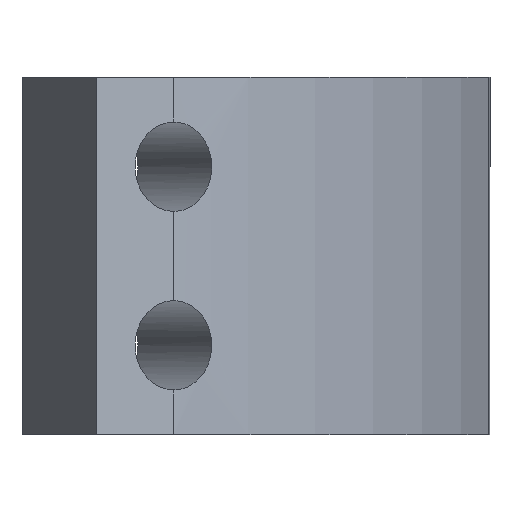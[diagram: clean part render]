
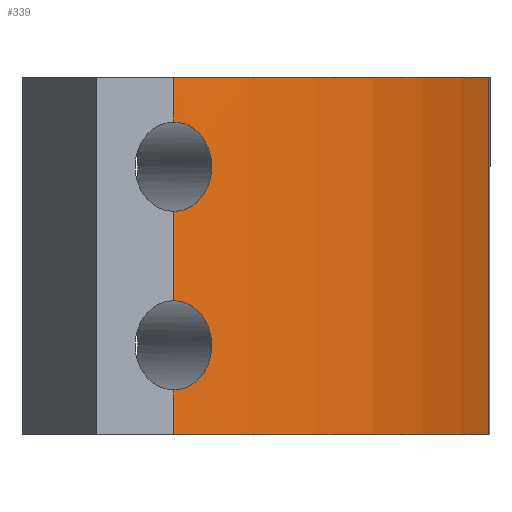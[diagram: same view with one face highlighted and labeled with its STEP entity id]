
A CAD part, left-side view. The second image highlights one B-rep face of the part: STEP entity #339.
In plain terms, the highlighted cylindrical face has radius 22.5 mm (diameter 45 mm), a partial arc.
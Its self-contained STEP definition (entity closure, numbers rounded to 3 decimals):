
#21=B_SPLINE_CURVE_WITH_KNOTS('',3,(#545,#546,#547,#548,#549,#550,#551,
#552,#553,#554,#555,#556,#557,#558,#559,#560,#561,#562,#563),
 .UNSPECIFIED.,.F.,.F.,(4,2,2,2,3,2,2,2,4),(-0.226,-0.17,
-0.113,-0.057,0.,0.057,0.113,
0.17,0.226),.UNSPECIFIED.);
#22=B_SPLINE_CURVE_WITH_KNOTS('',3,(#567,#568,#569,#570,#571,#572,#573,
#574,#575,#576,#577,#578,#579,#580,#581,#582,#583,#584,#585),
 .UNSPECIFIED.,.F.,.F.,(4,2,2,2,3,2,2,2,4),(-0.226,-0.17,
-0.113,-0.057,0.,0.057,0.113,
0.17,0.226),.UNSPECIFIED.);
#34=FACE_OUTER_BOUND('',#51,.T.);
#51=EDGE_LOOP('',(#246,#247,#248,#249,#250,#251,#252,#253));
#72=LINE('',#515,#103);
#81=LINE('',#543,#112);
#82=LINE('',#565,#113);
#83=LINE('',#586,#114);
#103=VECTOR('',#416,10.);
#112=VECTOR('',#439,10.);
#113=VECTOR('',#440,10.);
#114=VECTOR('',#441,10.);
#136=CIRCLE('',#381,22.5);
#139=CIRCLE('',#385,22.5);
#151=VERTEX_POINT('',#512);
#152=VERTEX_POINT('',#514);
#154=VERTEX_POINT('',#520);
#163=VERTEX_POINT('',#540);
#164=VERTEX_POINT('',#542);
#165=VERTEX_POINT('',#544);
#166=VERTEX_POINT('',#564);
#167=VERTEX_POINT('',#566);
#183=EDGE_CURVE('',#151,#152,#72,.T.);
#186=EDGE_CURVE('',#154,#152,#136,.T.);
#196=EDGE_CURVE('',#163,#151,#139,.T.);
#197=EDGE_CURVE('',#164,#163,#81,.T.);
#198=EDGE_CURVE('',#164,#165,#21,.T.);
#199=EDGE_CURVE('',#166,#165,#82,.T.);
#200=EDGE_CURVE('',#166,#167,#22,.T.);
#201=EDGE_CURVE('',#154,#167,#83,.T.);
#246=ORIENTED_EDGE('',*,*,#183,.F.);
#247=ORIENTED_EDGE('',*,*,#196,.F.);
#248=ORIENTED_EDGE('',*,*,#197,.F.);
#249=ORIENTED_EDGE('',*,*,#198,.T.);
#250=ORIENTED_EDGE('',*,*,#199,.F.);
#251=ORIENTED_EDGE('',*,*,#200,.T.);
#252=ORIENTED_EDGE('',*,*,#201,.F.);
#253=ORIENTED_EDGE('',*,*,#186,.T.);
#330=CYLINDRICAL_SURFACE('',#384,22.5);
#339=ADVANCED_FACE('',(#34),#330,.T.);
#381=AXIS2_PLACEMENT_3D('',#521,#422,#423);
#384=AXIS2_PLACEMENT_3D('',#539,#435,#436);
#385=AXIS2_PLACEMENT_3D('',#541,#437,#438);
#416=DIRECTION('',(0.,0.,-1.));
#422=DIRECTION('center_axis',(0.,0.,1.));
#423=DIRECTION('ref_axis',(-0.866,-0.5,0.));
#435=DIRECTION('center_axis',(0.,0.,1.));
#436=DIRECTION('ref_axis',(-0.866,-0.5,0.));
#437=DIRECTION('center_axis',(0.,0.,1.));
#438=DIRECTION('ref_axis',(-0.866,-0.5,0.));
#439=DIRECTION('',(0.,0.,1.));
#440=DIRECTION('',(0.,0.,1.));
#441=DIRECTION('',(0.,0.,1.));
#512=CARTESIAN_POINT('',(-5.488,-21.82,12.));
#514=CARTESIAN_POINT('',(-5.488,-21.82,0.));
#515=CARTESIAN_POINT('',(-5.488,-21.82,0.));
#520=CARTESIAN_POINT('',(-19.486,-11.25,0.));
#521=CARTESIAN_POINT('Origin',(0.,0.,
0.));
#539=CARTESIAN_POINT('Origin',(0.,0.,
0.));
#540=CARTESIAN_POINT('',(-19.486,-11.25,12.));
#541=CARTESIAN_POINT('Origin',(0.,0.,
12.));
#542=CARTESIAN_POINT('',(-19.486,-11.25,10.5));
#543=CARTESIAN_POINT('',(-19.486,-11.25,0.));
#544=CARTESIAN_POINT('',(-19.486,-11.25,7.5));
#545=CARTESIAN_POINT('Ctrl Pts',(-19.486,-11.25,10.5));
#546=CARTESIAN_POINT('Ctrl Pts',(-19.391,-11.413,10.5));
#547=CARTESIAN_POINT('Ctrl Pts',(-19.289,-11.586,10.462));
#548=CARTESIAN_POINT('Ctrl Pts',(-19.096,-11.901,10.309));
#549=CARTESIAN_POINT('Ctrl Pts',(-19.006,-12.044,10.194));
#550=CARTESIAN_POINT('Ctrl Pts',(-18.862,-12.268,9.928));
#551=CARTESIAN_POINT('Ctrl Pts',(-18.798,-12.365,9.759));
#552=CARTESIAN_POINT('Ctrl Pts',(-18.713,-12.493,9.389));
#553=CARTESIAN_POINT('Ctrl Pts',(-18.692,-12.524,9.188));
#554=CARTESIAN_POINT('Ctrl Pts',(-18.692,-12.524,9.));
#555=CARTESIAN_POINT('Ctrl Pts',(-18.692,-12.524,8.812));
#556=CARTESIAN_POINT('Ctrl Pts',(-18.713,-12.493,8.611));
#557=CARTESIAN_POINT('Ctrl Pts',(-18.798,-12.365,8.241));
#558=CARTESIAN_POINT('Ctrl Pts',(-18.862,-12.268,8.072));
#559=CARTESIAN_POINT('Ctrl Pts',(-19.006,-12.044,7.806));
#560=CARTESIAN_POINT('Ctrl Pts',(-19.096,-11.901,7.691));
#561=CARTESIAN_POINT('Ctrl Pts',(-19.289,-11.586,7.538));
#562=CARTESIAN_POINT('Ctrl Pts',(-19.391,-11.413,7.5));
#563=CARTESIAN_POINT('Ctrl Pts',(-19.486,-11.25,7.5));
#564=CARTESIAN_POINT('',(-19.486,-11.25,4.5));
#565=CARTESIAN_POINT('',(-19.486,-11.25,0.));
#566=CARTESIAN_POINT('',(-19.486,-11.25,1.5));
#567=CARTESIAN_POINT('Ctrl Pts',(-19.486,-11.25,4.5));
#568=CARTESIAN_POINT('Ctrl Pts',(-19.391,-11.413,4.5));
#569=CARTESIAN_POINT('Ctrl Pts',(-19.289,-11.586,4.462));
#570=CARTESIAN_POINT('Ctrl Pts',(-19.096,-11.901,4.309));
#571=CARTESIAN_POINT('Ctrl Pts',(-19.006,-12.044,4.194));
#572=CARTESIAN_POINT('Ctrl Pts',(-18.862,-12.268,3.928));
#573=CARTESIAN_POINT('Ctrl Pts',(-18.798,-12.365,3.759));
#574=CARTESIAN_POINT('Ctrl Pts',(-18.713,-12.493,3.389));
#575=CARTESIAN_POINT('Ctrl Pts',(-18.692,-12.524,3.188));
#576=CARTESIAN_POINT('Ctrl Pts',(-18.692,-12.524,3.));
#577=CARTESIAN_POINT('Ctrl Pts',(-18.692,-12.524,2.812));
#578=CARTESIAN_POINT('Ctrl Pts',(-18.713,-12.493,2.611));
#579=CARTESIAN_POINT('Ctrl Pts',(-18.798,-12.365,2.241));
#580=CARTESIAN_POINT('Ctrl Pts',(-18.862,-12.268,2.072));
#581=CARTESIAN_POINT('Ctrl Pts',(-19.006,-12.044,1.806));
#582=CARTESIAN_POINT('Ctrl Pts',(-19.096,-11.901,1.691));
#583=CARTESIAN_POINT('Ctrl Pts',(-19.289,-11.586,1.538));
#584=CARTESIAN_POINT('Ctrl Pts',(-19.391,-11.413,1.5));
#585=CARTESIAN_POINT('Ctrl Pts',(-19.486,-11.25,1.5));
#586=CARTESIAN_POINT('',(-19.486,-11.25,0.));
